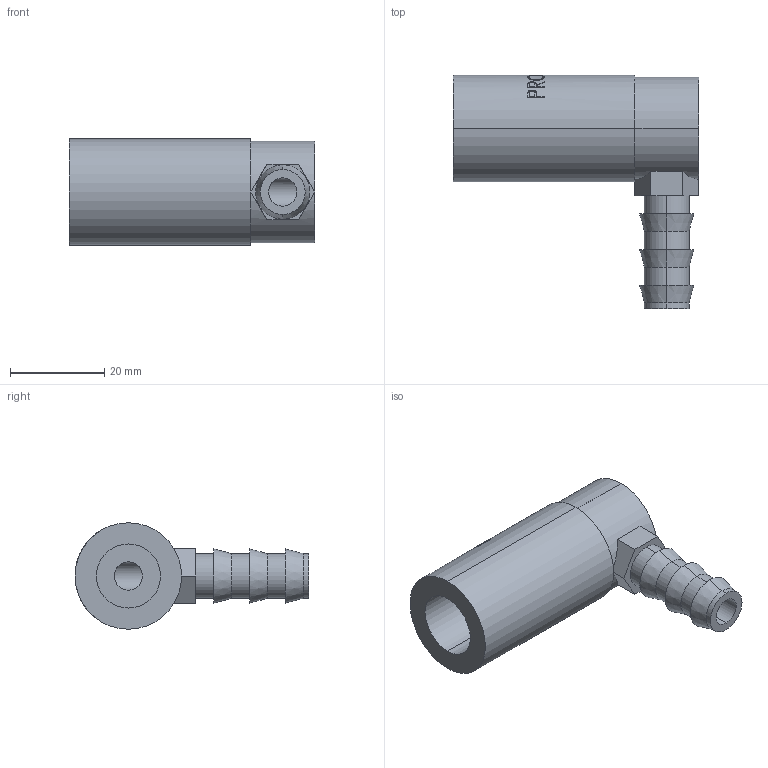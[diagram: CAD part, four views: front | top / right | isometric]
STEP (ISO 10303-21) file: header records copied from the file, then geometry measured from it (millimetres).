
FILE_DESCRIPTION (( 'STEP AP203' ), '1' );
FILE_NAME ('65bf.STEP', '2022-08-23T12:08:27', ( '' ), ( '' ), 'SwSTEP 2.0', 'SolidWorks 2019', '' );
FILE_SCHEMA (( 'CONFIG_CONTROL_DESIGN' ));
Length unit declared in the file: millimetre
Products named in the file (1): 65bf
Bounding box: 52 x 49.6 x 22.6 mm (x, y, z)
Volume: 18119.6 mm3; surface area: 7496 mm2
Topology: 1 solids, 1 shells, 122 faces, 304 edges, 200 vertices
Faces by surface type: plane 47, bspline 42, cylinder 27, cone 6
Entity records: 8442 total; most frequent: CARTESIAN_POINT 5782, ORIENTED_EDGE 608, DIRECTION 402, EDGE_CURVE 304, VERTEX_POINT 200, AXIS2_PLACEMENT_3D 159, EDGE_LOOP 140, B_SPLINE_CURVE_WITH_KNOTS 136
